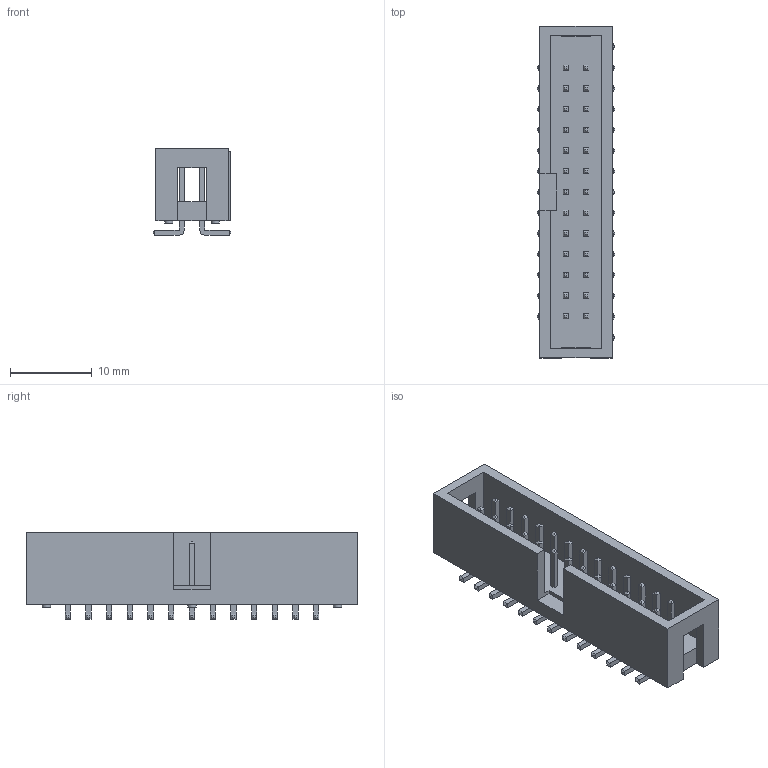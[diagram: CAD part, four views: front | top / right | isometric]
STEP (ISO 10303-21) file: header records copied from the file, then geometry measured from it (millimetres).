
FILE_DESCRIPTION(/* description */ ('model of IDC-Header_2x13_P2.54mm_Vertical_SMT'),/* implementation_level */ '2;1');
FILE_NAME(/* name */ 'IDC-Header_2x13_P2.54mm_Vertical_SMT.step',/* time_stamp */ '2021-10-19T12:29:25',/* author */ ('kicad StepUp','ksu'),/* organization */ ('OCC'),/* preprocessor_version */ '',/* originating_system */ 'kicad StepUp',/* authorisation */ '');
FILE_SCHEMA(('AUTOMOTIVE_DESIGN { 1 0 10303 214 1 1 1 1 }'));
Length unit declared in the file: millimetre
Products named in the file (1): IDC_Header_2x13_P254mm_Vertical_SMT
Bounding box: 9.5 x 40.68 x 10.6 mm (x, y, z)
Volume: 1618.8 mm3; surface area: 2777.6 mm2
Topology: 1 solids, 1 shells, 588 faces, 1394 edges, 862 vertices
Faces by surface type: plane 553, cylinder 35
Full cylindrical faces by diameter (mm): 1 x6
Entity records: 20231 total; most frequent: CARTESIAN_POINT 2845, ORIENTED_EDGE 2788, DIRECTION 2648, EDGE_CURVE 1394, LINE 1318, VECTOR 1318, VERTEX_POINT 862, AXIS2_PLACEMENT_3D 665
